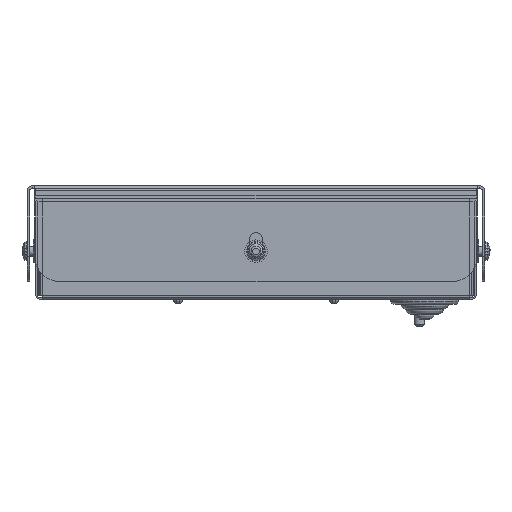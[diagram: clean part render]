
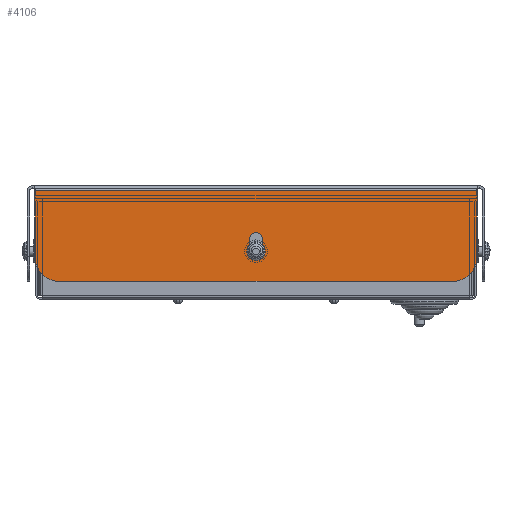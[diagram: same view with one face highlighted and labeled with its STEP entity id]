
A CAD part, left-side view. The second image highlights one B-rep face of the part: STEP entity #4106.
In plain terms, the highlighted face is planar.
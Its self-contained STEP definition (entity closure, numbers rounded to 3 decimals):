
#4106=ADVANCED_FACE('',(#8573,#8575),#8577,.T.);
#8573=FACE_BOUND('',#8574,.T.);
#8574=EDGE_LOOP('',(#11918,#11919,#11920,#11921,#11922,#11923));
#8575=FACE_BOUND('',#8576,.T.);
#8576=EDGE_LOOP('',(#11924,#11925,#11926,#11927));
#8577=PLANE('',#8578);
#8578=AXIS2_PLACEMENT_3D('',#8579,#8580,#8581);
#8579=CARTESIAN_POINT('',(0.,-17.869,-90.95));
#8580=DIRECTION('',(1.,0.,0.));
#8581=DIRECTION('',(0.,0.,1.));
#11918=ORIENTED_EDGE('',*,*,#13987,.F.);
#11919=ORIENTED_EDGE('',*,*,#13994,.F.);
#11920=ORIENTED_EDGE('',*,*,#14024,.T.);
#11921=ORIENTED_EDGE('',*,*,#14013,.F.);
#11922=ORIENTED_EDGE('',*,*,#14007,.F.);
#11923=ORIENTED_EDGE('',*,*,#14026,.F.);
#11924=ORIENTED_EDGE('',*,*,#13940,.T.);
#11925=ORIENTED_EDGE('',*,*,#13937,.T.);
#11926=ORIENTED_EDGE('',*,*,#13924,.T.);
#11927=ORIENTED_EDGE('',*,*,#13932,.T.);
#13924=EDGE_CURVE('',#15434,#15432,#15435,.T.);
#13932=EDGE_CURVE('',#15432,#15447,#15449,.T.);
#13937=EDGE_CURVE('',#15457,#15434,#15458,.T.);
#13940=EDGE_CURVE('',#15447,#15457,#15461,.T.);
#13987=EDGE_CURVE('',#15543,#15544,#15545,.T.);
#13994=EDGE_CURVE('',#15556,#15543,#15558,.T.);
#14007=EDGE_CURVE('',#15579,#15580,#15581,.T.);
#14013=EDGE_CURVE('',#15580,#15584,#15590,.T.);
#14024=EDGE_CURVE('',#15556,#15584,#15605,.T.);
#14026=EDGE_CURVE('',#15544,#15579,#15607,.T.);
#15432=VERTEX_POINT('',#18379);
#15434=VERTEX_POINT('',#18383);
#15435=CIRCLE('',#18384,2.5);
#15447=VERTEX_POINT('',#18413);
#15449=LINE('',#18417,#18418);
#15457=VERTEX_POINT('',#18435);
#15458=LINE('',#18436,#18437);
#15461=CIRCLE('',#18446,2.5);
#15543=VERTEX_POINT('',#18639);
#15544=VERTEX_POINT('',#18640);
#15545=CIRCLE('',#18641,10.);
#15556=VERTEX_POINT('',#18667);
#15558=LINE('',#18672,#18673);
#15579=VERTEX_POINT('',#18723);
#15580=VERTEX_POINT('',#18724);
#15581=CIRCLE('',#18725,10.);
#15584=VERTEX_POINT('',#18735);
#15590=LINE('',#18749,#18750);
#15605=LINE('',#18789,#18790);
#15607=LINE('',#18795,#18796);
#18379=CARTESIAN_POINT('',(0.,-20.,-93.45));
#18383=CARTESIAN_POINT('',(0.,-20.,-88.45));
#18384=AXIS2_PLACEMENT_3D('',#18385,#18386,#18387);
#18385=CARTESIAN_POINT('',(0.,-20.,-90.95));
#18386=DIRECTION('',(-1.,0.,0.));
#18387=DIRECTION('',(0.,0.,1.));
#18413=CARTESIAN_POINT('',(0.,-25.,-93.45));
#18417=CARTESIAN_POINT('',(0.,-20.,-93.45));
#18418=VECTOR('',#18419,1.);
#18419=DIRECTION('',(0.,-1.,0.));
#18435=CARTESIAN_POINT('',(0.,-25.,-88.45));
#18436=CARTESIAN_POINT('',(0.,-25.,-88.45));
#18437=VECTOR('',#18438,1.);
#18438=DIRECTION('',(0.,1.,0.));
#18446=AXIS2_PLACEMENT_3D('',#18447,#18448,#18449);
#18447=CARTESIAN_POINT('',(0.,-25.,-90.95));
#18448=DIRECTION('',(-1.,0.,0.));
#18449=DIRECTION('',(0.,0.,-1.));
#18639=CARTESIAN_POINT('',(0.,-27.,-178.9));
#18640=CARTESIAN_POINT('',(0.,-37.,-168.9));
#18641=AXIS2_PLACEMENT_3D('',#18642,#18643,#18644);
#18642=CARTESIAN_POINT('',(0.,-27.,-168.9));
#18643=DIRECTION('',(-1.,0.,0.));
#18644=DIRECTION('',(0.,0.,-1.));
#18667=CARTESIAN_POINT('',(0.,-1.,-178.9));
#18672=CARTESIAN_POINT('',(0.,-1.,-178.9));
#18673=VECTOR('',#18674,1.);
#18674=DIRECTION('',(0.,-1.,0.));
#18723=CARTESIAN_POINT('',(0.,-37.,-13.));
#18724=CARTESIAN_POINT('',(0.,-27.,-3.));
#18725=AXIS2_PLACEMENT_3D('',#18726,#18727,#18728);
#18726=CARTESIAN_POINT('',(0.,-27.,-13.));
#18727=DIRECTION('',(-1.,0.,0.));
#18728=DIRECTION('',(0.,-1.,0.));
#18735=CARTESIAN_POINT('',(0.,-1.,-3.));
#18749=CARTESIAN_POINT('',(0.,-27.,-3.));
#18750=VECTOR('',#18751,1.);
#18751=DIRECTION('',(0.,1.,0.));
#18789=CARTESIAN_POINT('',(0.,-1.,-178.9));
#18790=VECTOR('',#18791,1.);
#18791=DIRECTION('',(0.,0.,1.));
#18795=CARTESIAN_POINT('',(0.,-37.,-168.9));
#18796=VECTOR('',#18797,1.);
#18797=DIRECTION('',(0.,0.,1.));
